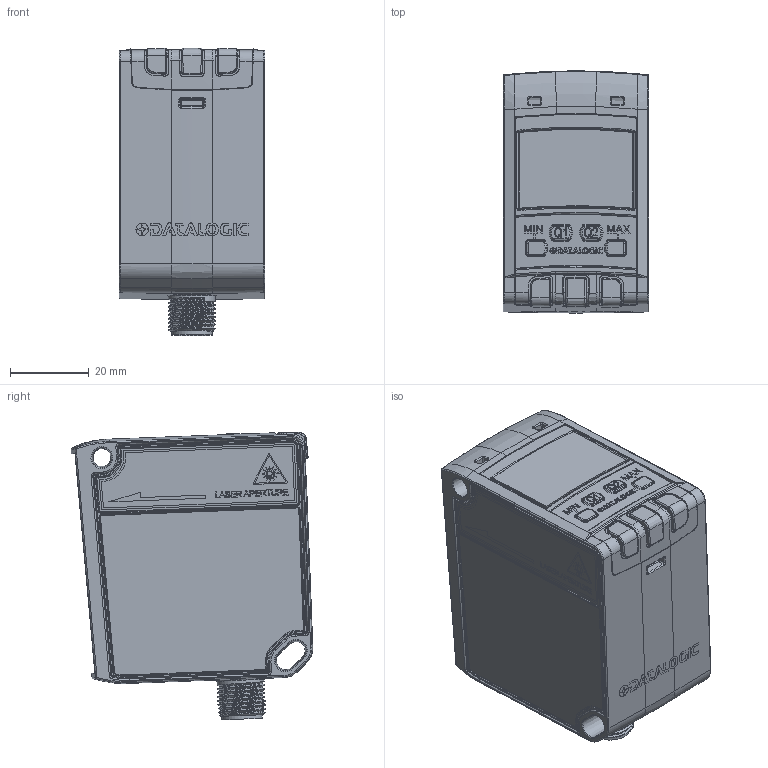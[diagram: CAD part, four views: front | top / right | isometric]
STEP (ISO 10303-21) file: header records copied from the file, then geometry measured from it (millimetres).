
FILE_DESCRIPTION(/* description */ (''),/* implementation_level */ '2;1');
FILE_NAME(/* name */ 'AP006899_00.stp',/* time_stamp */ '2013-09-02T10:37:40+02:00',/* author */ (''),/* organization */ (''),/* preprocessor_version */ 'ST-DEVELOPER v11',/* originating_system */ 'SIEMENS PLM Software NX 7.5',/* authorisation */ '');
FILE_SCHEMA (('CONFIG_CONTROL_DESIGN'));
Length unit declared in the file: millimetre
Products named in the file (1): AP006899_00
Bounding box: 37 x 61.35 x 73.02 mm (x, y, z)
Surface area: 23221.9 mm2 (no closed solid volume)
Topology: 0 solids, 17 shells, 725 faces, 2251 edges, 1585 vertices
Faces by surface type: plane 227, bspline 200, cylinder 167, torus 68, cone 47, sphere 10, extrusion 6
Full cylindrical faces by diameter (mm): 1 x5, 8.3 x1, 10.4 x1, 12 x8
Entity records: 33487 total; most frequent: CARTESIAN_POINT 15654, ORIENTED_EDGE 3991, DIRECTION 3022, EDGE_CURVE 2194, VERTEX_POINT 1562, AXIS2_PLACEMENT_3D 1212, B_SPLINE_CURVE_WITH_KNOTS 906, EDGE_LOOP 836
